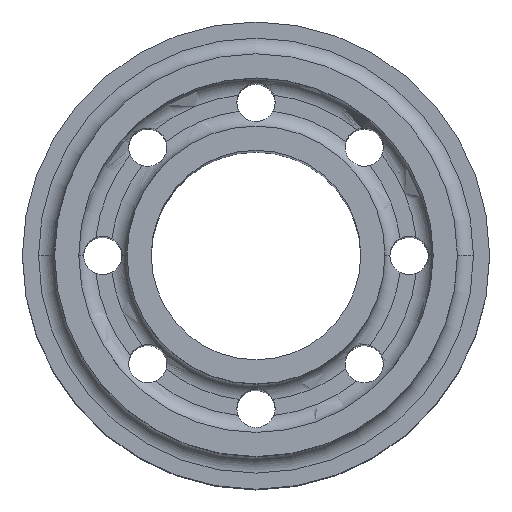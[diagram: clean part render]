
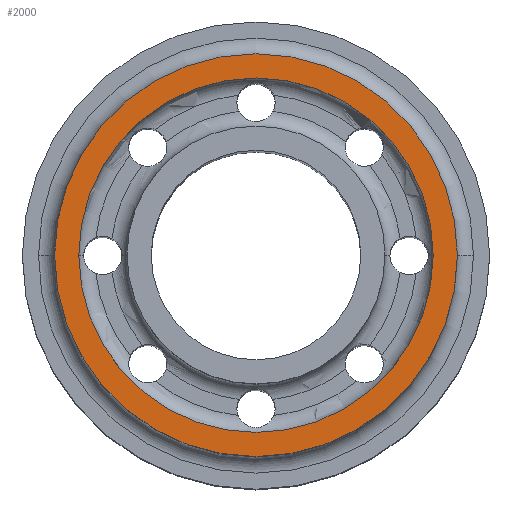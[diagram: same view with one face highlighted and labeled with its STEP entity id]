
A CAD part, top view. The second image highlights one B-rep face of the part: STEP entity #2000.
In plain terms, the highlighted planar face has unit normal (0, 0, 1).
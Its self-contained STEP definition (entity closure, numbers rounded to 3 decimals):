
#151 = VERTEX_POINT ( 'NONE', #244 ) ;
#212 = DIRECTION ( 'NONE',  ( 0., 0., 1. ) ) ;
#214 = EDGE_CURVE ( 'NONE', #940, #151, #1558, .T. ) ;
#233 = CARTESIAN_POINT ( 'NONE',  ( 0., 0., 56.5 ) ) ;
#244 = CARTESIAN_POINT ( 'NONE',  ( 25., 0., 56.5 ) ) ;
#343 = EDGE_LOOP ( 'NONE', ( #1052, #2747 ) ) ;
#344 = CARTESIAN_POINT ( 'NONE',  ( -25., 0., 56.5 ) ) ;
#493 = DIRECTION ( 'NONE',  ( 1., 0., 0. ) ) ;
#747 = VERTEX_POINT ( 'NONE', #1356 ) ;
#776 = CIRCLE ( 'NONE', #2643, 22. ) ;
#797 = ORIENTED_EDGE ( 'NONE', *, *, #2556, .F. ) ;
#878 = DIRECTION ( 'NONE',  ( 0., 0., 1. ) ) ;
#940 = VERTEX_POINT ( 'NONE', #344 ) ;
#1016 = DIRECTION ( 'NONE',  ( 1., 0., 0. ) ) ;
#1028 = EDGE_CURVE ( 'NONE', #151, #940, #2053, .T. ) ;
#1052 = ORIENTED_EDGE ( 'NONE', *, *, #214, .T. ) ;
#1167 = DIRECTION ( 'NONE',  ( 0., 0., 1. ) ) ;
#1356 = CARTESIAN_POINT ( 'NONE',  ( -22., 0., 56.5 ) ) ;
#1363 = VERTEX_POINT ( 'NONE', #2899 ) ;
#1527 = DIRECTION ( 'NONE',  ( 0., 0., 1. ) ) ;
#1546 = DIRECTION ( 'NONE',  ( 1., 0., 0. ) ) ;
#1558 = CIRCLE ( 'NONE', #2805, 25. ) ;
#1984 = CIRCLE ( 'NONE', #2499, 22. ) ;
#2000 = ADVANCED_FACE ( 'NONE', ( #2814, #2176 ), #2281, .T. ) ;
#2053 = CIRCLE ( 'NONE', #3097, 25. ) ;
#2128 = CARTESIAN_POINT ( 'NONE',  ( 0., 0., 56.5 ) ) ;
#2176 = FACE_BOUND ( 'NONE', #2203, .T. ) ;
#2203 = EDGE_LOOP ( 'NONE', ( #2305, #797 ) ) ;
#2281 = PLANE ( 'NONE',  #3119 ) ;
#2305 = ORIENTED_EDGE ( 'NONE', *, *, #2674, .F. ) ;
#2309 = CARTESIAN_POINT ( 'NONE',  ( 0., 0., 56.5 ) ) ;
#2375 = DIRECTION ( 'NONE',  ( 0., 0., 1. ) ) ;
#2410 = DIRECTION ( 'NONE',  ( 1., 0., 0. ) ) ;
#2499 = AXIS2_PLACEMENT_3D ( 'NONE', #2309, #1167, #1546 ) ;
#2512 = CARTESIAN_POINT ( 'NONE',  ( 0., 0., 56.5 ) ) ;
#2539 = CARTESIAN_POINT ( 'NONE',  ( 0., 0., 56.5 ) ) ;
#2556 = EDGE_CURVE ( 'NONE', #1363, #747, #776, .T. ) ;
#2643 = AXIS2_PLACEMENT_3D ( 'NONE', #2539, #878, #1016 ) ;
#2674 = EDGE_CURVE ( 'NONE', #747, #1363, #1984, .T. ) ;
#2747 = ORIENTED_EDGE ( 'NONE', *, *, #1028, .T. ) ;
#2805 = AXIS2_PLACEMENT_3D ( 'NONE', #233, #1527, #493 ) ;
#2814 = FACE_OUTER_BOUND ( 'NONE', #343, .T. ) ;
#2899 = CARTESIAN_POINT ( 'NONE',  ( 22., 0., 56.5 ) ) ;
#3042 = DIRECTION ( 'NONE',  ( 1., 0., 0. ) ) ;
#3097 = AXIS2_PLACEMENT_3D ( 'NONE', #2128, #212, #3042 ) ;
#3119 = AXIS2_PLACEMENT_3D ( 'NONE', #2512, #2375, #2410 ) ;
